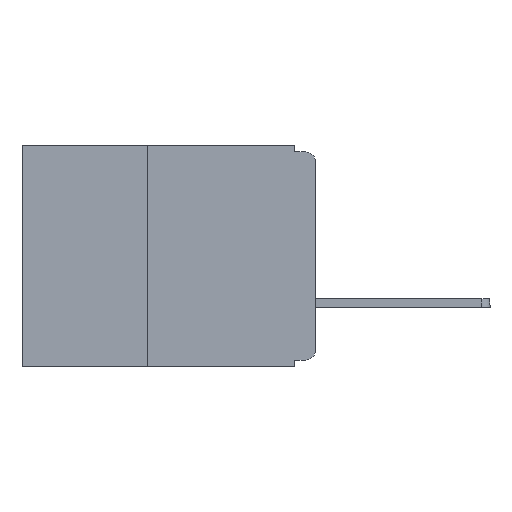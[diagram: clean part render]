
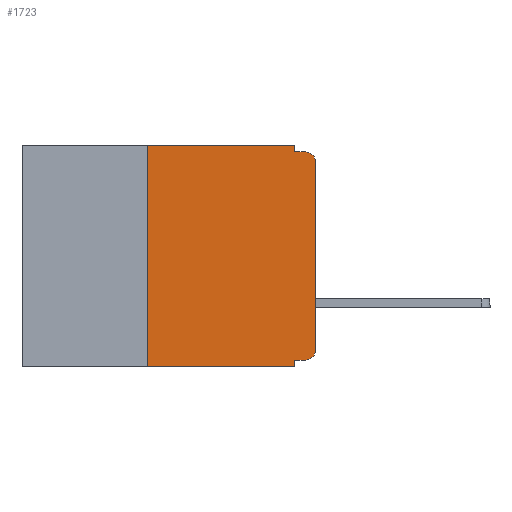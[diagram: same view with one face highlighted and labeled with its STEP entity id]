
A CAD part, left-side view. The second image highlights one B-rep face of the part: STEP entity #1723.
In plain terms, the highlighted planar face has unit normal (-1, 0, 0).
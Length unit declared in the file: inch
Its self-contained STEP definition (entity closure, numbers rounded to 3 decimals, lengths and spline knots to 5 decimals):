
#89 = DIRECTION ( 'NONE',  ( 0., 0., -1. ) ) ;
#395 = LINE ( 'NONE', #22428, #10734 ) ;
#718 = EDGE_CURVE ( 'NONE', #27861, #23727, #4677, .T. ) ;
#1723 = ADVANCED_FACE ( 'NONE', ( #28365 ), #25732, .F. ) ;
#2300 = CARTESIAN_POINT ( 'NONE',  ( 0., 0.031, 0. ) ) ;
#2463 = AXIS2_PLACEMENT_3D ( 'NONE', #21900, #8529, #24116 ) ;
#3425 = CARTESIAN_POINT ( 'NONE',  ( 0., 0.25, -0.33 ) ) ;
#3720 = VERTEX_POINT ( 'NONE', #15833 ) ;
#4099 = CARTESIAN_POINT ( 'NONE',  ( 0., 0.437, 0. ) ) ;
#4302 = VERTEX_POINT ( 'NONE', #18637 ) ;
#4339 = ORIENTED_EDGE ( 'NONE', *, *, #25797, .T. ) ;
#4677 = LINE ( 'NONE', #28041, #27446 ) ;
#4770 = VECTOR ( 'NONE', #10727, 39.37008 ) ;
#5106 = LINE ( 'NONE', #12403, #14773 ) ;
#5688 = ORIENTED_EDGE ( 'NONE', *, *, #21919, .F. ) ;
#5827 = LINE ( 'NONE', #14374, #28597 ) ;
#6381 = ORIENTED_EDGE ( 'NONE', *, *, #16645, .T. ) ;
#8228 = VERTEX_POINT ( 'NONE', #15589 ) ;
#8413 = EDGE_CURVE ( 'NONE', #9034, #3720, #5106, .T. ) ;
#8529 = DIRECTION ( 'NONE',  ( -1., 0., 0. ) ) ;
#9034 = VERTEX_POINT ( 'NONE', #2300 ) ;
#10307 = VECTOR ( 'NONE', #23904, 39.37008 ) ;
#10462 = CARTESIAN_POINT ( 'NONE',  ( 0., 0.015, -0.32 ) ) ;
#10727 = DIRECTION ( 'NONE',  ( 0., -1., 0. ) ) ;
#10734 = VECTOR ( 'NONE', #11293, 39.37008 ) ;
#11185 = LINE ( 'NONE', #19177, #22370 ) ;
#11293 = DIRECTION ( 'NONE',  ( 0., 0., -1. ) ) ;
#11320 = AXIS2_PLACEMENT_3D ( 'NONE', #26577, #13347, #89 ) ;
#12103 = VERTEX_POINT ( 'NONE', #12475 ) ;
#12294 = DIRECTION ( 'NONE',  ( 0., 0., -1. ) ) ;
#12403 = CARTESIAN_POINT ( 'NONE',  ( 0., 0.031, 0. ) ) ;
#12475 = CARTESIAN_POINT ( 'NONE',  ( 0., 0.031, -0.32 ) ) ;
#13347 = DIRECTION ( 'NONE',  ( -1., 0., 0. ) ) ;
#13652 = EDGE_CURVE ( 'NONE', #15011, #14872, #16411, .T. ) ;
#14051 = EDGE_CURVE ( 'NONE', #15011, #12103, #11185, .T. ) ;
#14077 = LINE ( 'NONE', #25099, #25204 ) ;
#14369 = CARTESIAN_POINT ( 'NONE',  ( 0., 0., -0.305 ) ) ;
#14374 = CARTESIAN_POINT ( 'NONE',  ( 0., 0.437, -0.33 ) ) ;
#14773 = VECTOR ( 'NONE', #12294, 39.37008 ) ;
#14872 = VERTEX_POINT ( 'NONE', #14369 ) ;
#15011 = VERTEX_POINT ( 'NONE', #10462 ) ;
#15589 = CARTESIAN_POINT ( 'NONE',  ( 0., 0., -0.025 ) ) ;
#15833 = CARTESIAN_POINT ( 'NONE',  ( 0., 0.031, -0.01 ) ) ;
#16019 = CARTESIAN_POINT ( 'NONE',  ( 0., 0.25, 0. ) ) ;
#16214 = LINE ( 'NONE', #21696, #10307 ) ;
#16411 = CIRCLE ( 'NONE', #11320, 0.015 ) ;
#16426 = ORIENTED_EDGE ( 'NONE', *, *, #27439, .F. ) ;
#16645 = EDGE_CURVE ( 'NONE', #27861, #20572, #5827, .T. ) ;
#16894 = DIRECTION ( 'NONE',  ( 0., 1., 0. ) ) ;
#16925 = CIRCLE ( 'NONE', #2463, 0.015 ) ;
#17856 = ORIENTED_EDGE ( 'NONE', *, *, #718, .F. ) ;
#18194 = ORIENTED_EDGE ( 'NONE', *, *, #8413, .F. ) ;
#18637 = CARTESIAN_POINT ( 'NONE',  ( 0., 0.015, -0.01 ) ) ;
#19177 = CARTESIAN_POINT ( 'NONE',  ( 0., 0., -0.32 ) ) ;
#19952 = EDGE_LOOP ( 'NONE', ( #28103, #4339, #5688, #18194, #16426, #17856, #6381, #20343, #22443, #25841 ) ) ;
#20343 = ORIENTED_EDGE ( 'NONE', *, *, #20861, .F. ) ;
#20572 = VERTEX_POINT ( 'NONE', #26512 ) ;
#20861 = EDGE_CURVE ( 'NONE', #12103, #20572, #395, .T. ) ;
#21696 = CARTESIAN_POINT ( 'NONE',  ( 0., 0., -0.01 ) ) ;
#21900 = CARTESIAN_POINT ( 'NONE',  ( 0., 0.015, -0.025 ) ) ;
#21919 = EDGE_CURVE ( 'NONE', #3720, #4302, #16214, .T. ) ;
#22370 = VECTOR ( 'NONE', #16894, 39.37008 ) ;
#22428 = CARTESIAN_POINT ( 'NONE',  ( 0., 0.031, -0.33 ) ) ;
#22443 = ORIENTED_EDGE ( 'NONE', *, *, #14051, .F. ) ;
#22898 = DIRECTION ( 'NONE',  ( 0., 0., -1. ) ) ;
#23585 = DIRECTION ( 'NONE',  ( 1., 0., 0. ) ) ;
#23727 = VERTEX_POINT ( 'NONE', #16019 ) ;
#23904 = DIRECTION ( 'NONE',  ( 0., -1., 0. ) ) ;
#24116 = DIRECTION ( 'NONE',  ( 0., 0., -1. ) ) ;
#24233 = CARTESIAN_POINT ( 'NONE',  ( 0., 0.437, 0. ) ) ;
#24344 = AXIS2_PLACEMENT_3D ( 'NONE', #24233, #23585, #22898 ) ;
#25099 = CARTESIAN_POINT ( 'NONE',  ( 0., 0., 0. ) ) ;
#25204 = VECTOR ( 'NONE', #27238, 39.37008 ) ;
#25732 = PLANE ( 'NONE',  #24344 ) ;
#25797 = EDGE_CURVE ( 'NONE', #8228, #4302, #16925, .T. ) ;
#25841 = ORIENTED_EDGE ( 'NONE', *, *, #13652, .T. ) ;
#26094 = DIRECTION ( 'NONE',  ( 0., 0., 1. ) ) ;
#26512 = CARTESIAN_POINT ( 'NONE',  ( 0., 0.031, -0.33 ) ) ;
#26577 = CARTESIAN_POINT ( 'NONE',  ( 0., 0.015, -0.305 ) ) ;
#27238 = DIRECTION ( 'NONE',  ( 0., 0., 1. ) ) ;
#27439 = EDGE_CURVE ( 'NONE', #23727, #9034, #28195, .T. ) ;
#27446 = VECTOR ( 'NONE', #26094, 39.37008 ) ;
#27582 = DIRECTION ( 'NONE',  ( 0., -1., 0. ) ) ;
#27712 = EDGE_CURVE ( 'NONE', #14872, #8228, #14077, .T. ) ;
#27861 = VERTEX_POINT ( 'NONE', #3425 ) ;
#28041 = CARTESIAN_POINT ( 'NONE',  ( 0., 0.25, -0.33 ) ) ;
#28103 = ORIENTED_EDGE ( 'NONE', *, *, #27712, .T. ) ;
#28195 = LINE ( 'NONE', #4099, #4770 ) ;
#28365 = FACE_OUTER_BOUND ( 'NONE', #19952, .T. ) ;
#28597 = VECTOR ( 'NONE', #27582, 39.37008 ) ;
